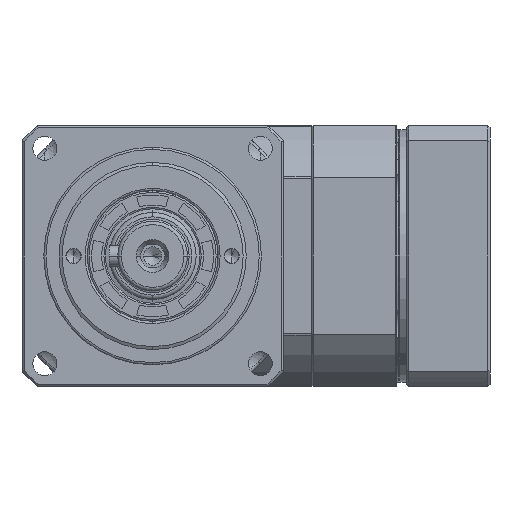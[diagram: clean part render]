
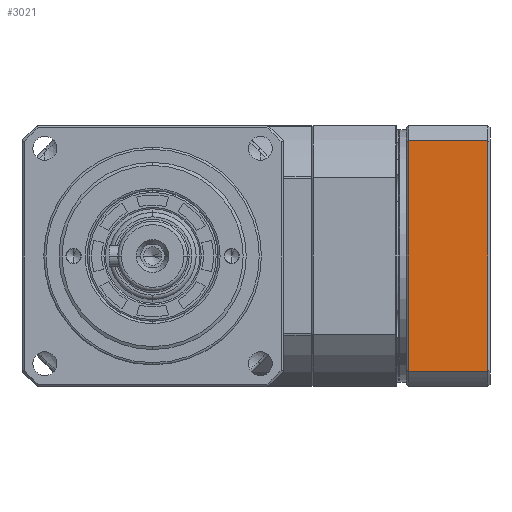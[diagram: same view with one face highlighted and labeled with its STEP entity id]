
A CAD part, left-side view. The second image highlights one B-rep face of the part: STEP entity #3021.
In plain terms, the highlighted face is planar.
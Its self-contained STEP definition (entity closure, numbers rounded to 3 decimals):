
#981 = EDGE_CURVE ( 'NONE', #20033, #18586, #26690, .T. ) ;
#2898 = AXIS2_PLACEMENT_3D ( 'NONE', #28361, #28256, #28210 ) ;
#3021 = ADVANCED_FACE ( 'NONE', ( #16646 ), #28446, .T. ) ;
#3572 = ORIENTED_EDGE ( 'NONE', *, *, #8799, .T. ) ;
#6108 = ORIENTED_EDGE ( 'NONE', *, *, #8458, .F. ) ;
#6472 = CARTESIAN_POINT ( 'NONE',  ( 6.3, 30., -26.458 ) ) ;
#7913 = EDGE_CURVE ( 'NONE', #17760, #20033, #31620, .T. ) ;
#8458 = EDGE_CURVE ( 'NONE', #23826, #18586, #28818, .T. ) ;
#8799 = EDGE_CURVE ( 'NONE', #23826, #17760, #27413, .T. ) ;
#9811 = CARTESIAN_POINT ( 'NONE',  ( -51., 30., -26.458 ) ) ;
#10416 = DIRECTION ( 'NONE',  ( -1., 0., 0. ) ) ;
#14836 = CARTESIAN_POINT ( 'NONE',  ( 24.5, 30., 26.458 ) ) ;
#16646 = FACE_OUTER_BOUND ( 'NONE', #27520, .T. ) ;
#17760 = VERTEX_POINT ( 'NONE', #27097 ) ;
#18586 = VERTEX_POINT ( 'NONE', #30535 ) ;
#20033 = VERTEX_POINT ( 'NONE', #6472 ) ;
#22450 = CARTESIAN_POINT ( 'NONE',  ( 0., 30., 26.458 ) ) ;
#23826 = VERTEX_POINT ( 'NONE', #14836 ) ;
#24155 = ORIENTED_EDGE ( 'NONE', *, *, #981, .T. ) ;
#26690 = LINE ( 'NONE', #30644, #26912 ) ;
#26912 = VECTOR ( 'NONE', #30598, 1000. ) ;
#27097 = CARTESIAN_POINT ( 'NONE',  ( 24.5, 30., -26.458 ) ) ;
#27308 = VECTOR ( 'NONE', #31899, 1000. ) ;
#27413 = LINE ( 'NONE', #31944, #27308 ) ;
#27520 = EDGE_LOOP ( 'NONE', ( #24155, #6108, #3572, #36340 ) ) ;
#28210 = DIRECTION ( 'NONE',  ( 0., 0., 1. ) ) ;
#28256 = DIRECTION ( 'NONE',  ( 0., 1., 0. ) ) ;
#28361 = CARTESIAN_POINT ( 'NONE',  ( -51., 30., -26.458 ) ) ;
#28446 = PLANE ( 'NONE',  #2898 ) ;
#28789 = VECTOR ( 'NONE', #32737, 1000. ) ;
#28818 = LINE ( 'NONE', #22450, #28789 ) ;
#30535 = CARTESIAN_POINT ( 'NONE',  ( 6.3, 30., 26.458 ) ) ;
#30598 = DIRECTION ( 'NONE',  ( 0., 0., 1. ) ) ;
#30644 = CARTESIAN_POINT ( 'NONE',  ( 6.3, 30., -26.458 ) ) ;
#31221 = VECTOR ( 'NONE', #10416, 1000. ) ;
#31620 = LINE ( 'NONE', #9811, #31221 ) ;
#31899 = DIRECTION ( 'NONE',  ( 0., 0., -1. ) ) ;
#31944 = CARTESIAN_POINT ( 'NONE',  ( 24.5, 30., 0. ) ) ;
#32737 = DIRECTION ( 'NONE',  ( -1., 0., 0. ) ) ;
#36340 = ORIENTED_EDGE ( 'NONE', *, *, #7913, .T. ) ;
